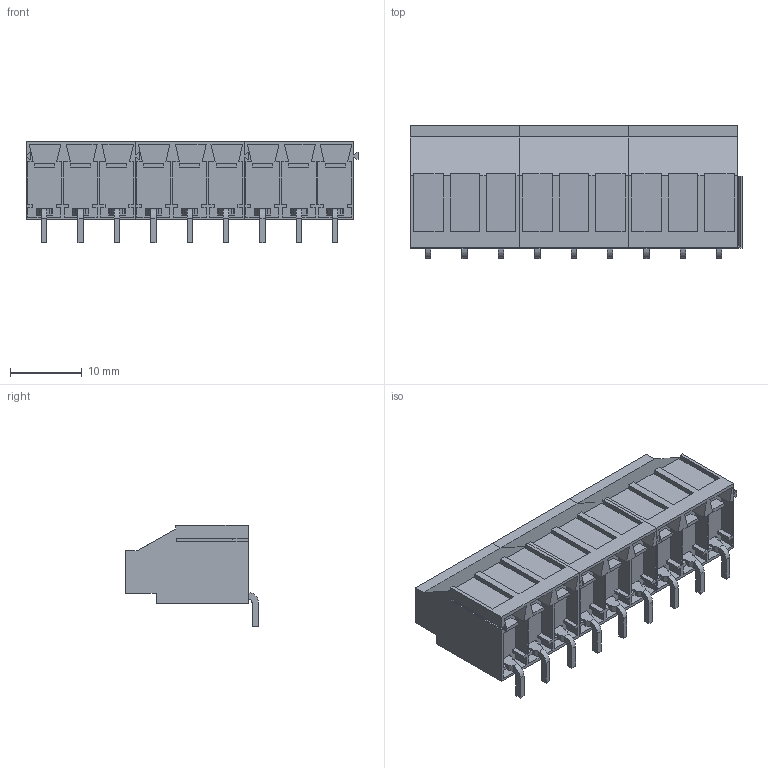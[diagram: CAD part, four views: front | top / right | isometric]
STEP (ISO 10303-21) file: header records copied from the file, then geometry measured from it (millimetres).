
FILE_DESCRIPTION(('CATIA V5 STEP','CAx-IF Rec.Pracs.--- Model Styling and Organization---1.2---2011-12-15'),'2;1');
FILE_NAME ('D1462052_0_2431980000_2431980000.stp','2016-10-03T06:56:15+00:00',('none'),('Weidmueller'),'CATIA Version 5-6 Release 2014','CATIA V5 STEP AP214','none');
FILE_SCHEMA(('AUTOMOTIVE_DESIGN { 1 0 10303 214 1 1 1 1 }'));
Length unit declared in the file: millimetre
Products named in the file (1): 2431980000_S
Bounding box: 46.37 x 18.57 x 14.2 mm (x, y, z)
Volume: 5979 mm3; surface area: 6104.4 mm2
Topology: 21 solids, 21 shells, 675 faces, 1782 edges, 1176 vertices
Faces by surface type: plane 603, cylinder 72
Entity records: 19208 total; most frequent: ORIENTED_EDGE 3564, CARTESIAN_POINT 3400, DIRECTION 2664, EDGE_CURVE 1782, VECTOR 1602, LINE 1602, VERTEX_POINT 1176, EDGE_LOOP 702
